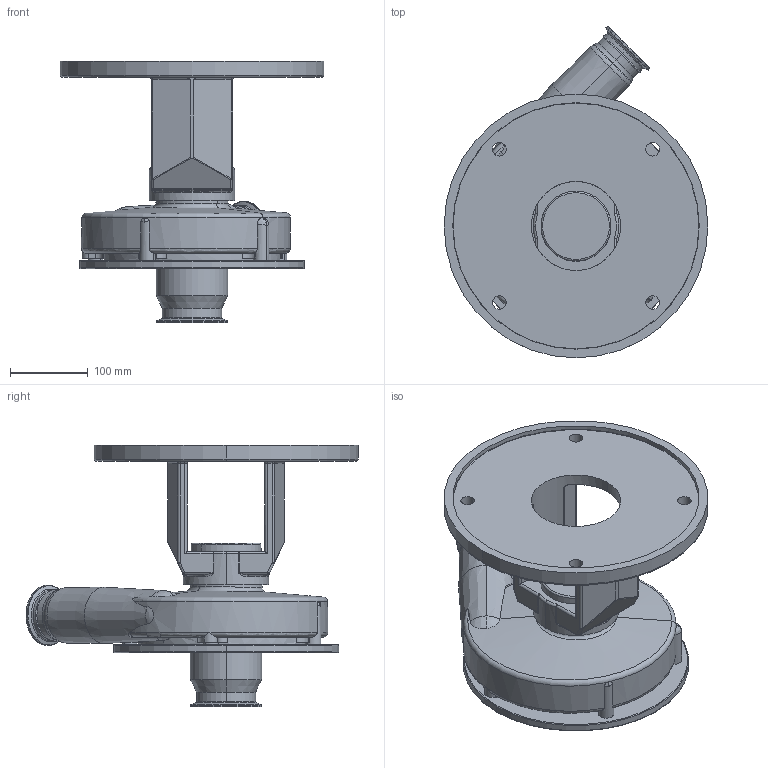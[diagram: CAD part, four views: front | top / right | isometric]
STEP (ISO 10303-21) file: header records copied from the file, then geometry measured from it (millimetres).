
FILE_DESCRIPTION (( 'STEP AP214' ), '1' );
FILE_NAME ('FPR 3541-3542 320TC 45L.STEP', '2023-01-05T16:48:20', ( '' ), ( '' ), 'SwSTEP 2.0', 'SolidWorks 2021', '' );
FILE_SCHEMA (( 'AUTOMOTIVE_DESIGN' ));
Length unit declared in the file: millimetre
Products named in the file (1): FPR 3541-3542 320TC 45L
Bounding box: 340 x 427.88 x 337.5 mm (x, y, z)
Volume: 5807604.3 mm3; surface area: 664839.7 mm2
Topology: 1 solids, 1 shells, 359 faces, 888 edges, 527 vertices
Faces by surface type: cylinder 127, torus 76, plane 61, bspline 45, cone 33, sphere 17
Entity records: 14617 total; most frequent: CARTESIAN_POINT 6307, DIRECTION 1776, ORIENTED_EDGE 1760, EDGE_CURVE 880, AXIS2_PLACEMENT_3D 759, VERTEX_POINT 527, CIRCLE 444, EDGE_LOOP 385
